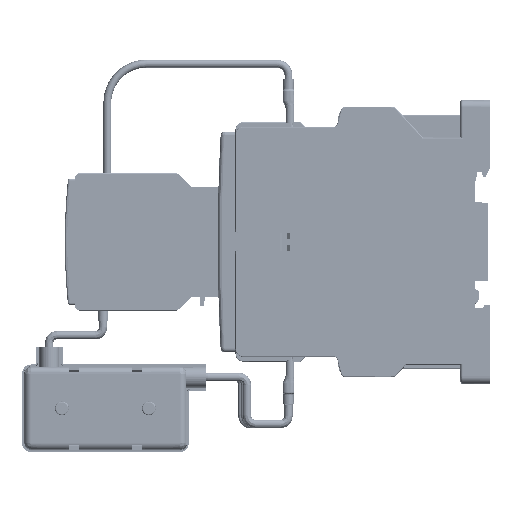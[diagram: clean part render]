
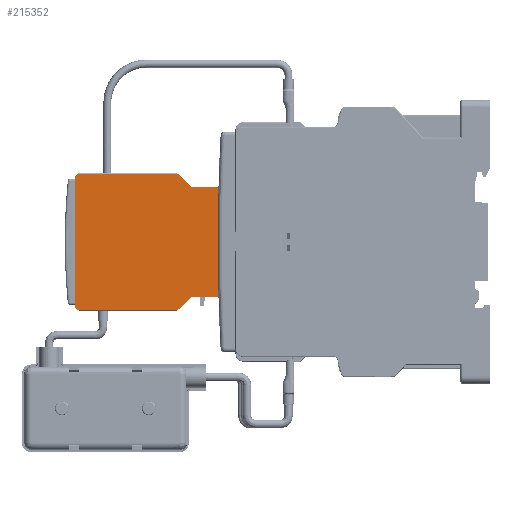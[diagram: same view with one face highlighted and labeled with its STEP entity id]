
A CAD part, left-side view. The second image highlights one B-rep face of the part: STEP entity #215352.
In plain terms, the highlighted planar face has unit normal (-1, 0, 0).
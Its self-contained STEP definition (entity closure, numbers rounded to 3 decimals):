
#39070 = CIRCLE ( 'NONE', #39166, 0.2 ) ;
#39166 = AXIS2_PLACEMENT_3D ( 'NONE', #191490, #191560, #191563 ) ;
#49589 = VERTEX_POINT ( 'NONE', #52205 ) ;
#49610 = VERTEX_POINT ( 'NONE', #52267 ) ;
#49643 = VERTEX_POINT ( 'NONE', #52249 ) ;
#49664 = VERTEX_POINT ( 'NONE', #52261 ) ;
#49675 = VERTEX_POINT ( 'NONE', #52269 ) ;
#49678 = VERTEX_POINT ( 'NONE', #52248 ) ;
#49778 = VERTEX_POINT ( 'NONE', #52331 ) ;
#49845 = VERTEX_POINT ( 'NONE', #52322 ) ;
#50675 = VERTEX_POINT ( 'NONE', #52907 ) ;
#50681 = VERTEX_POINT ( 'NONE', #52899 ) ;
#50687 = VERTEX_POINT ( 'NONE', #52950 ) ;
#50739 = VERTEX_POINT ( 'NONE', #53014 ) ;
#50756 = VERTEX_POINT ( 'NONE', #53097 ) ;
#50802 = VERTEX_POINT ( 'NONE', #52991 ) ;
#52205 = CARTESIAN_POINT ( 'NONE',  ( -19.898, 69.1, -25.801 ) ) ;
#52248 = CARTESIAN_POINT ( 'NONE',  ( -19.898, 79.1, -18.901 ) ) ;
#52249 = CARTESIAN_POINT ( 'NONE',  ( -19.898, 78.939, -19.04 ) ) ;
#52261 = CARTESIAN_POINT ( 'NONE',  ( -19.898, 68.9, -25.601 ) ) ;
#52267 = CARTESIAN_POINT ( 'NONE',  ( -19.898, 68.9, -46.601 ) ) ;
#52269 = CARTESIAN_POINT ( 'NONE',  ( -19.898, 79.1, -53.301 ) ) ;
#52322 = CARTESIAN_POINT ( 'NONE',  ( -19.898, 78.939, -53.161 ) ) ;
#52331 = CARTESIAN_POINT ( 'NONE',  ( -19.898, 69.1, -46.401 ) ) ;
#52899 = CARTESIAN_POINT ( 'NONE',  ( -19.898, 104.8, -18.901 ) ) ;
#52907 = CARTESIAN_POINT ( 'NONE',  ( -19.898, 104.8, -53.301 ) ) ;
#52950 = CARTESIAN_POINT ( 'NONE',  ( -19.898, 68.9, -22.101 ) ) ;
#52991 = CARTESIAN_POINT ( 'NONE',  ( -19.898, 75.879, -50.101 ) ) ;
#53014 = CARTESIAN_POINT ( 'NONE',  ( -19.898, 75.879, -22.101 ) ) ;
#53097 = CARTESIAN_POINT ( 'NONE',  ( -19.898, 68.9, -50.101 ) ) ;
#73495 = LINE ( 'NONE', #73505, #84667 ) ;
#73505 = CARTESIAN_POINT ( 'NONE',  ( -19.898, 75.879, -22.101 ) ) ;
#73516 = LINE ( 'NONE', #73520, #84626 ) ;
#73518 = DIRECTION ( 'NONE',  ( 0., 0., 1. ) ) ;
#73520 = CARTESIAN_POINT ( 'NONE',  ( -19.898, 68.9, -18.601 ) ) ;
#73530 = DIRECTION ( 'NONE',  ( 0., 0.707, 0.707 ) ) ;
#73652 = DIRECTION ( 'NONE',  ( 0., 0., 1. ) ) ;
#73677 = CARTESIAN_POINT ( 'NONE',  ( -19.898, 68.9, -18.601 ) ) ;
#73723 = LINE ( 'NONE', #73677, #84719 ) ;
#73795 = CARTESIAN_POINT ( 'NONE',  ( -19.898, 69.1, -22.101 ) ) ;
#73798 = DIRECTION ( 'NONE',  ( 0., 1., 0. ) ) ;
#73826 = LINE ( 'NONE', #73795, #84744 ) ;
#73908 = DIRECTION ( 'NONE',  ( 0., -1., 0. ) ) ;
#73921 = LINE ( 'NONE', #73936, #84727 ) ;
#73925 = DIRECTION ( 'NONE',  ( 0., -0.707, 0.707 ) ) ;
#73936 = CARTESIAN_POINT ( 'NONE',  ( -19.898, 69.1, -18.601 ) ) ;
#73945 = CARTESIAN_POINT ( 'NONE',  ( -19.898, 69.1, -50.101 ) ) ;
#73964 = CARTESIAN_POINT ( 'NONE',  ( -19.898, 78.939, -53.161 ) ) ;
#73969 = DIRECTION ( 'NONE',  ( 0., 0., 1. ) ) ;
#73984 = LINE ( 'NONE', #73964, #84700 ) ;
#73989 = LINE ( 'NONE', #73945, #84701 ) ;
#76507 = CIRCLE ( 'NONE', #76602, 1.5 ) ;
#76521 = AXIS2_PLACEMENT_3D ( 'NONE', #191697, #191733, #191769 ) ;
#76525 = CIRCLE ( 'NONE', #76521, 0.2 ) ;
#76553 = CIRCLE ( 'NONE', #76640, 1.5 ) ;
#76602 = AXIS2_PLACEMENT_3D ( 'NONE', #191625, #191600, #191662 ) ;
#76640 = AXIS2_PLACEMENT_3D ( 'NONE', #191719, #191723, #191721 ) ;
#79497 = CIRCLE ( 'NONE', #79536, 1.5 ) ;
#79536 = AXIS2_PLACEMENT_3D ( 'NONE', #148834, #148754, #148838 ) ;
#79608 = AXIS2_PLACEMENT_3D ( 'NONE', #143668, #143691, #143759 ) ;
#79616 = CIRCLE ( 'NONE', #79608, 1.5 ) ;
#83914 = VECTOR ( 'NONE', #163150, 1000. ) ;
#84626 = VECTOR ( 'NONE', #73518, 1000. ) ;
#84634 = VECTOR ( 'NONE', #282825, 1000. ) ;
#84648 = VECTOR ( 'NONE', #282978, 1000. ) ;
#84667 = VECTOR ( 'NONE', #73530, 1000. ) ;
#84700 = VECTOR ( 'NONE', #73925, 1000. ) ;
#84701 = VECTOR ( 'NONE', #73908, 1000. ) ;
#84719 = VECTOR ( 'NONE', #73652, 1000. ) ;
#84727 = VECTOR ( 'NONE', #73969, 1000. ) ;
#84744 = VECTOR ( 'NONE', #73798, 1000. ) ;
#89301 = VERTEX_POINT ( 'NONE', #178212 ) ;
#89519 = VERTEX_POINT ( 'NONE', #178295 ) ;
#101699 = EDGE_LOOP ( 'NONE', ( #249231, #249271, #249323, #249244, #249531, #249315, #249409, #249373, #249327, #249412, #249416, #249388, #249260, #249286, #249341, #249288 ) ) ;
#114139 = CARTESIAN_POINT ( 'NONE',  ( -19.898, 69.1, -18.601 ) ) ;
#114152 = PLANE ( 'NONE',  #243675 ) ;
#114236 = DIRECTION ( 'NONE',  ( -1., 0., 0. ) ) ;
#114250 = DIRECTION ( 'NONE',  ( 0., -1., 0. ) ) ;
#114381 = FACE_OUTER_BOUND ( 'NONE', #101699, .T. ) ;
#143668 = CARTESIAN_POINT ( 'NONE',  ( -19.898, 103.9, -52.101 ) ) ;
#143691 = DIRECTION ( 'NONE',  ( -1., 0., 0. ) ) ;
#143759 = DIRECTION ( 'NONE',  ( 0., 1., 0. ) ) ;
#148754 = DIRECTION ( 'NONE',  ( 1., 0., 0. ) ) ;
#148834 = CARTESIAN_POINT ( 'NONE',  ( -19.898, 103.9, -20.101 ) ) ;
#148838 = DIRECTION ( 'NONE',  ( 0., 1., 0. ) ) ;
#159165 = EDGE_CURVE ( 'NONE', #49678, #50681, #282696, .T. ) ;
#159211 = EDGE_CURVE ( 'NONE', #50675, #49675, #282968, .T. ) ;
#159288 = EDGE_CURVE ( 'NONE', #49664, #50687, #73516, .T. ) ;
#159324 = EDGE_CURVE ( 'NONE', #50739, #49643, #73495, .T. ) ;
#159386 = EDGE_CURVE ( 'NONE', #50756, #49610, #73723, .T. ) ;
#159427 = EDGE_CURVE ( 'NONE', #50687, #50739, #73826, .T. ) ;
#159486 = EDGE_CURVE ( 'NONE', #49778, #49589, #73921, .T. ) ;
#159489 = EDGE_CURVE ( 'NONE', #50802, #50756, #73989, .T. ) ;
#159509 = EDGE_CURVE ( 'NONE', #49845, #50802, #73984, .T. ) ;
#160856 = EDGE_CURVE ( 'NONE', #89519, #89301, #163100, .T. ) ;
#163100 = LINE ( 'NONE', #163215, #83914 ) ;
#163150 = DIRECTION ( 'NONE',  ( 0., 0., 1. ) ) ;
#163215 = CARTESIAN_POINT ( 'NONE',  ( -19.898, 105.4, -30.851 ) ) ;
#166989 = EDGE_CURVE ( 'NONE', #89301, #50681, #79497, .T. ) ;
#167059 = EDGE_CURVE ( 'NONE', #89519, #50675, #79616, .T. ) ;
#178212 = CARTESIAN_POINT ( 'NONE',  ( -19.898, 105.4, -20.101 ) ) ;
#178295 = CARTESIAN_POINT ( 'NONE',  ( -19.898, 105.4, -52.101 ) ) ;
#191490 = CARTESIAN_POINT ( 'NONE',  ( -19.898, 68.9, -25.801 ) ) ;
#191560 = DIRECTION ( 'NONE',  ( 1., 0., 0. ) ) ;
#191563 = DIRECTION ( 'NONE',  ( 0., -1., 0. ) ) ;
#191600 = DIRECTION ( 'NONE',  ( 1., 0., 0. ) ) ;
#191625 = CARTESIAN_POINT ( 'NONE',  ( -19.898, 80., -52.101 ) ) ;
#191662 = DIRECTION ( 'NONE',  ( 0., 0., 1. ) ) ;
#191697 = CARTESIAN_POINT ( 'NONE',  ( -19.898, 68.9, -46.401 ) ) ;
#191719 = CARTESIAN_POINT ( 'NONE',  ( -19.898, 80., -20.101 ) ) ;
#191721 = DIRECTION ( 'NONE',  ( 0., 0., 1. ) ) ;
#191723 = DIRECTION ( 'NONE',  ( 1., 0., 0. ) ) ;
#191733 = DIRECTION ( 'NONE',  ( 1., 0., 0. ) ) ;
#191769 = DIRECTION ( 'NONE',  ( 0., 1., 0. ) ) ;
#215352 = ADVANCED_FACE ( 'NONE', ( #114381 ), #114152, .T. ) ;
#236693 = EDGE_CURVE ( 'NONE', #49589, #49664, #39070, .T. ) ;
#236730 = EDGE_CURVE ( 'NONE', #49845, #49675, #76507, .T. ) ;
#236745 = EDGE_CURVE ( 'NONE', #49610, #49778, #76525, .T. ) ;
#236772 = EDGE_CURVE ( 'NONE', #49678, #49643, #76553, .T. ) ;
#243675 = AXIS2_PLACEMENT_3D ( 'NONE', #114139, #114236, #114250 ) ;
#249231 = ORIENTED_EDGE ( 'NONE', *, *, #167059, .T. ) ;
#249244 = ORIENTED_EDGE ( 'NONE', *, *, #159509, .T. ) ;
#249260 = ORIENTED_EDGE ( 'NONE', *, *, #236772, .F. ) ;
#249271 = ORIENTED_EDGE ( 'NONE', *, *, #159211, .T. ) ;
#249286 = ORIENTED_EDGE ( 'NONE', *, *, #159165, .T. ) ;
#249288 = ORIENTED_EDGE ( 'NONE', *, *, #160856, .F. ) ;
#249315 = ORIENTED_EDGE ( 'NONE', *, *, #159386, .T. ) ;
#249323 = ORIENTED_EDGE ( 'NONE', *, *, #236730, .F. ) ;
#249327 = ORIENTED_EDGE ( 'NONE', *, *, #236693, .T. ) ;
#249341 = ORIENTED_EDGE ( 'NONE', *, *, #166989, .F. ) ;
#249373 = ORIENTED_EDGE ( 'NONE', *, *, #159486, .T. ) ;
#249388 = ORIENTED_EDGE ( 'NONE', *, *, #159324, .T. ) ;
#249409 = ORIENTED_EDGE ( 'NONE', *, *, #236745, .T. ) ;
#249412 = ORIENTED_EDGE ( 'NONE', *, *, #159288, .T. ) ;
#249416 = ORIENTED_EDGE ( 'NONE', *, *, #159427, .T. ) ;
#249531 = ORIENTED_EDGE ( 'NONE', *, *, #159489, .T. ) ;
#282655 = CARTESIAN_POINT ( 'NONE',  ( -19.898, 69.1, -18.901 ) ) ;
#282696 = LINE ( 'NONE', #282655, #84634 ) ;
#282825 = DIRECTION ( 'NONE',  ( 0., 1., 0. ) ) ;
#282968 = LINE ( 'NONE', #282971, #84648 ) ;
#282971 = CARTESIAN_POINT ( 'NONE',  ( -19.898, 69.1, -53.301 ) ) ;
#282978 = DIRECTION ( 'NONE',  ( 0., -1., 0. ) ) ;
